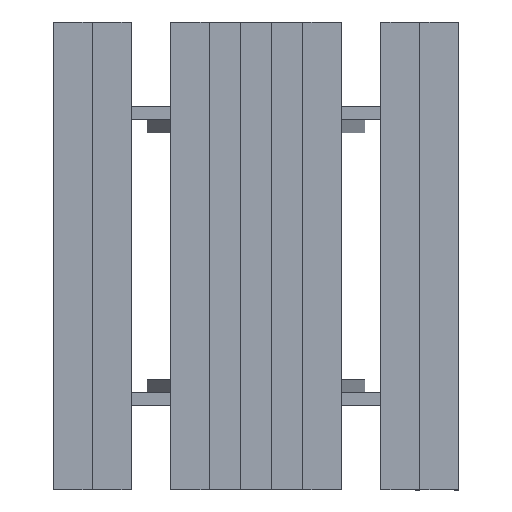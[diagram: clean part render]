
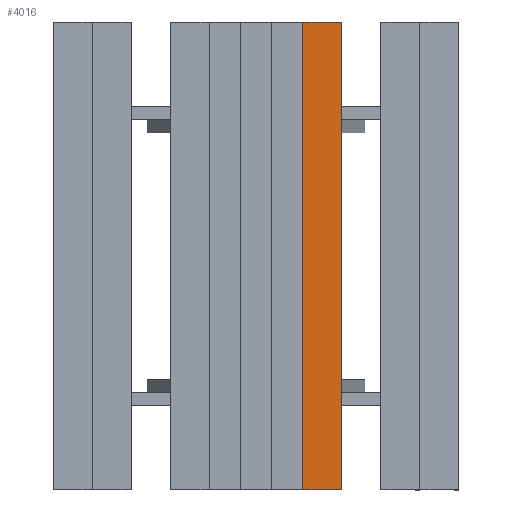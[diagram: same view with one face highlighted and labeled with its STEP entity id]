
A CAD part, top view. The second image highlights one B-rep face of the part: STEP entity #4016.
In plain terms, the highlighted planar face has unit normal (0, 0, 1).
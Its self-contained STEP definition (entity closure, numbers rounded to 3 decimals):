
#235=FACE_OUTER_BOUND('',#477,.T.);
#477=EDGE_LOOP('',(#2667,#2668,#2669,#2670));
#773=LINE('',#5934,#1215);
#774=LINE('',#5936,#1216);
#775=LINE('',#5938,#1217);
#776=LINE('',#5939,#1218);
#1215=VECTOR('',#4823,10.);
#1216=VECTOR('',#4824,10.);
#1217=VECTOR('',#4825,10.);
#1218=VECTOR('',#4826,10.);
#1629=VERTEX_POINT('',#5932);
#1630=VERTEX_POINT('',#5933);
#1631=VERTEX_POINT('',#5935);
#1632=VERTEX_POINT('',#5937);
#2021=EDGE_CURVE('',#1629,#1630,#773,.T.);
#2022=EDGE_CURVE('',#1630,#1631,#774,.T.);
#2023=EDGE_CURVE('',#1632,#1631,#775,.T.);
#2024=EDGE_CURVE('',#1629,#1632,#776,.T.);
#2667=ORIENTED_EDGE('',*,*,#2021,.T.);
#2668=ORIENTED_EDGE('',*,*,#2022,.T.);
#2669=ORIENTED_EDGE('',*,*,#2023,.F.);
#2670=ORIENTED_EDGE('',*,*,#2024,.F.);
#3544=PLANE('',#4319);
#4016=ADVANCED_FACE('',(#235),#3544,.T.);
#4319=AXIS2_PLACEMENT_3D('',#5931,#4821,#4822);
#4821=DIRECTION('center_axis',(0.,0.,
1.));
#4822=DIRECTION('ref_axis',(1.,0.,0.));
#4823=DIRECTION('',(1.,0.,0.));
#4824=DIRECTION('',(0.,1.,0.));
#4825=DIRECTION('',(1.,0.,0.));
#4826=DIRECTION('',(0.,1.,0.));
#5931=CARTESIAN_POINT('Origin',(198.424,-318.032,658.263));
#5932=CARTESIAN_POINT('',(198.424,-318.032,658.263));
#5933=CARTESIAN_POINT('',(348.424,-318.032,658.263));
#5934=CARTESIAN_POINT('',(198.424,-318.032,658.263));
#5935=CARTESIAN_POINT('',(348.424,1481.968,658.263));
#5936=CARTESIAN_POINT('',(348.424,-318.032,658.263));
#5937=CARTESIAN_POINT('',(198.424,1481.968,658.263));
#5938=CARTESIAN_POINT('',(198.424,1481.968,658.263));
#5939=CARTESIAN_POINT('',(198.424,-318.032,658.263));
